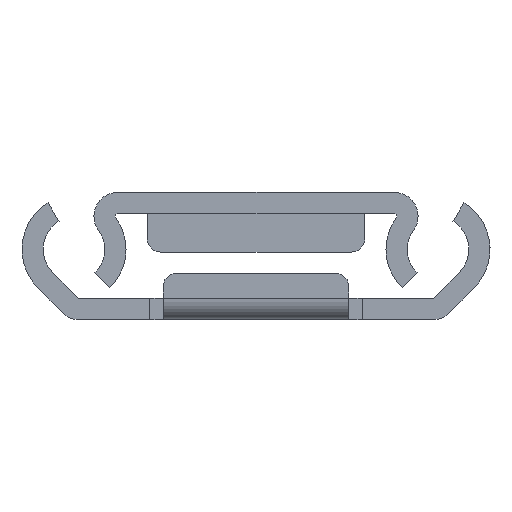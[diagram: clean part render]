
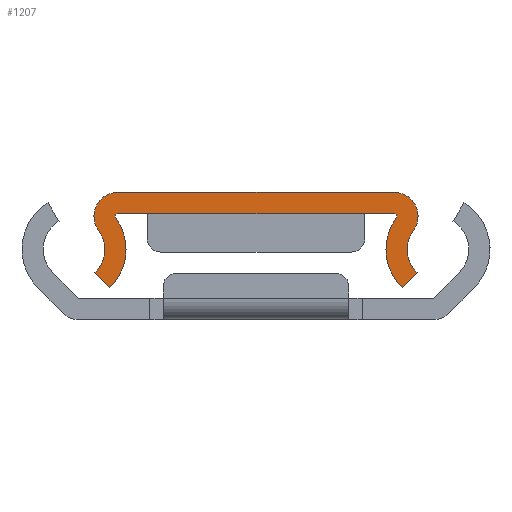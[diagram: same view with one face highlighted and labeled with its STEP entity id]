
A CAD part, left-side view. The second image highlights one B-rep face of the part: STEP entity #1207.
In plain terms, the highlighted planar face has unit normal (-1, 0, 0).
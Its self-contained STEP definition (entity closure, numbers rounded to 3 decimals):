
#11 = VECTOR ( 'NONE', #1679, 1000. ) ;
#46 = CARTESIAN_POINT ( 'NONE',  ( 0., -10.425, -1.8 ) ) ;
#108 = ORIENTED_EDGE ( 'NONE', *, *, #1785, .T. ) ;
#110 = VERTEX_POINT ( 'NONE', #2704 ) ;
#148 = EDGE_CURVE ( 'NONE', #3721, #1533, #1199, .T. ) ;
#200 = CARTESIAN_POINT ( 'NONE',  ( 0., -12.147, -6.04 ) ) ;
#282 = CARTESIAN_POINT ( 'NONE',  ( 0., 0., -1.6 ) ) ;
#427 = FACE_OUTER_BOUND ( 'NONE', #2628, .T. ) ;
#449 = CARTESIAN_POINT ( 'NONE',  ( 0., 10.586, -1.919 ) ) ;
#456 = DIRECTION ( 'NONE',  ( 1., 0., 0. ) ) ;
#552 = EDGE_CURVE ( 'NONE', #3199, #1605, #1560, .T. ) ;
#556 = ORIENTED_EDGE ( 'NONE', *, *, #1668, .F. ) ;
#613 = CARTESIAN_POINT ( 'NONE',  ( 0., -11.045, -7.2 ) ) ;
#623 = EDGE_CURVE ( 'NONE', #3199, #1176, #3626, .T. ) ;
#654 = DIRECTION ( 'NONE',  ( 0., 0., -1. ) ) ;
#712 = DIRECTION ( 'NONE',  ( -1., 0., 0. ) ) ;
#731 = EDGE_CURVE ( 'NONE', #1710, #1985, #2116, .T. ) ;
#750 = CARTESIAN_POINT ( 'NONE',  ( 0., -13.8, -4.3 ) ) ;
#819 = DIRECTION ( 'NONE',  ( -1., 0., 0. ) ) ;
#883 = DIRECTION ( 'NONE',  ( 0., 0., -1. ) ) ;
#891 = DIRECTION ( 'NONE',  ( 0., 0., -1. ) ) ;
#902 = EDGE_CURVE ( 'NONE', #2816, #1203, #1640, .T. ) ;
#977 = DIRECTION ( 'NONE',  ( 0., 0., -1. ) ) ;
#986 = LINE ( 'NONE', #1247, #3261 ) ;
#1004 = AXIS2_PLACEMENT_3D ( 'NONE', #3024, #2417, #1194 ) ;
#1039 = LINE ( 'NONE', #282, #2507 ) ;
#1052 = CARTESIAN_POINT ( 'NONE',  ( 0., -10.425, 0. ) ) ;
#1176 = VERTEX_POINT ( 'NONE', #2807 ) ;
#1194 = DIRECTION ( 'NONE',  ( 0., 0., -1. ) ) ;
#1199 = CIRCLE ( 'NONE', #3658, 2.4 ) ;
#1203 = VERTEX_POINT ( 'NONE', #2935 ) ;
#1207 = ADVANCED_FACE ( 'NONE', ( #427 ), #2003, .F. ) ;
#1241 = VERTEX_POINT ( 'NONE', #1626 ) ;
#1247 = CARTESIAN_POINT ( 'NONE',  ( 0., 12.147, -6.04 ) ) ;
#1255 = EDGE_CURVE ( 'NONE', #110, #1203, #1039, .T. ) ;
#1261 = ORIENTED_EDGE ( 'NONE', *, *, #2335, .F. ) ;
#1294 = CARTESIAN_POINT ( 'NONE',  ( 0., -10.586, -1.919 ) ) ;
#1306 = DIRECTION ( 'NONE',  ( 1., 0., 0. ) ) ;
#1317 = CARTESIAN_POINT ( 'NONE',  ( 0., -11.871, -2.871 ) ) ;
#1376 = ORIENTED_EDGE ( 'NONE', *, *, #3329, .F. ) ;
#1418 = EDGE_CURVE ( 'NONE', #1710, #110, #3539, .T. ) ;
#1533 = VERTEX_POINT ( 'NONE', #2851 ) ;
#1560 = CIRCLE ( 'NONE', #1004, 1.8 ) ;
#1578 = ORIENTED_EDGE ( 'NONE', *, *, #2341, .T. ) ;
#1605 = VERTEX_POINT ( 'NONE', #1052 ) ;
#1618 = CARTESIAN_POINT ( 'NONE',  ( 0., -13.8, -4.3 ) ) ;
#1626 = CARTESIAN_POINT ( 'NONE',  ( 0., 11.045, -7.2 ) ) ;
#1640 = CIRCLE ( 'NONE', #2318, 0.2 ) ;
#1667 = CARTESIAN_POINT ( 'NONE',  ( 0., 10.425, -1.8 ) ) ;
#1668 = EDGE_CURVE ( 'NONE', #3721, #2035, #1914, .T. ) ;
#1679 = DIRECTION ( 'NONE',  ( 0., 0.689, -0.725 ) ) ;
#1709 = AXIS2_PLACEMENT_3D ( 'NONE', #2775, #3259, #891 ) ;
#1710 = VERTEX_POINT ( 'NONE', #1294 ) ;
#1729 = AXIS2_PLACEMENT_3D ( 'NONE', #750, #712, #654 ) ;
#1768 = ORIENTED_EDGE ( 'NONE', *, *, #552, .T. ) ;
#1785 = EDGE_CURVE ( 'NONE', #1605, #2035, #3310, .T. ) ;
#1860 = DIRECTION ( 'NONE',  ( -1., 0., 0. ) ) ;
#1914 = CIRCLE ( 'NONE', #1709, 1.8 ) ;
#1972 = AXIS2_PLACEMENT_3D ( 'NONE', #46, #1860, #2593 ) ;
#1985 = VERTEX_POINT ( 'NONE', #613 ) ;
#2003 = PLANE ( 'NONE',  #2436 ) ;
#2035 = VERTEX_POINT ( 'NONE', #3230 ) ;
#2114 = ORIENTED_EDGE ( 'NONE', *, *, #1418, .F. ) ;
#2115 = CARTESIAN_POINT ( 'NONE',  ( 0., 0., 0. ) ) ;
#2116 = CIRCLE ( 'NONE', #1729, 4. ) ;
#2186 = AXIS2_PLACEMENT_3D ( 'NONE', #1618, #819, #3151 ) ;
#2226 = CARTESIAN_POINT ( 'NONE',  ( 0., 10.425, -1.8 ) ) ;
#2279 = CARTESIAN_POINT ( 'NONE',  ( 0., 11.871, -2.871 ) ) ;
#2318 = AXIS2_PLACEMENT_3D ( 'NONE', #1667, #456, #977 ) ;
#2335 = EDGE_CURVE ( 'NONE', #2816, #1241, #2546, .T. ) ;
#2341 = EDGE_CURVE ( 'NONE', #1533, #1241, #986, .T. ) ;
#2417 = DIRECTION ( 'NONE',  ( -1., 0., 0. ) ) ;
#2436 = AXIS2_PLACEMENT_3D ( 'NONE', #2226, #1306, #3693 ) ;
#2507 = VECTOR ( 'NONE', #3238, 1000. ) ;
#2546 = CIRCLE ( 'NONE', #3536, 4. ) ;
#2593 = DIRECTION ( 'NONE',  ( 0., 0., -1. ) ) ;
#2628 = EDGE_LOOP ( 'NONE', ( #3140, #2114, #3409, #1376, #3671, #1768, #108, #556, #3168, #1578, #1261, #3660 ) ) ;
#2657 = CARTESIAN_POINT ( 'NONE',  ( 0., 13.8, -4.3 ) ) ;
#2688 = DIRECTION ( 'NONE',  ( 0., 1., 0. ) ) ;
#2704 = CARTESIAN_POINT ( 'NONE',  ( 0., -10.425, -1.6 ) ) ;
#2761 = CARTESIAN_POINT ( 'NONE',  ( 0., 13.8, -4.3 ) ) ;
#2775 = CARTESIAN_POINT ( 'NONE',  ( 0., 10.425, -1.8 ) ) ;
#2807 = CARTESIAN_POINT ( 'NONE',  ( 0., -12.147, -6.04 ) ) ;
#2816 = VERTEX_POINT ( 'NONE', #449 ) ;
#2851 = CARTESIAN_POINT ( 'NONE',  ( 0., 12.147, -6.04 ) ) ;
#2935 = CARTESIAN_POINT ( 'NONE',  ( 0., 10.425, -1.6 ) ) ;
#3024 = CARTESIAN_POINT ( 'NONE',  ( 0., -10.425, -1.8 ) ) ;
#3026 = DIRECTION ( 'NONE',  ( 1., 0., 0. ) ) ;
#3044 = LINE ( 'NONE', #200, #11 ) ;
#3093 = DIRECTION ( 'NONE',  ( 0., -0.689, -0.725 ) ) ;
#3119 = VECTOR ( 'NONE', #2688, 1000. ) ;
#3140 = ORIENTED_EDGE ( 'NONE', *, *, #1255, .F. ) ;
#3151 = DIRECTION ( 'NONE',  ( 0., 0., -1. ) ) ;
#3168 = ORIENTED_EDGE ( 'NONE', *, *, #148, .T. ) ;
#3199 = VERTEX_POINT ( 'NONE', #1317 ) ;
#3230 = CARTESIAN_POINT ( 'NONE',  ( 0., 10.425, 0. ) ) ;
#3238 = DIRECTION ( 'NONE',  ( 0., 1., 0. ) ) ;
#3241 = DIRECTION ( 'NONE',  ( 1., 0., 0. ) ) ;
#3259 = DIRECTION ( 'NONE',  ( 1., 0., 0. ) ) ;
#3261 = VECTOR ( 'NONE', #3093, 1000. ) ;
#3310 = LINE ( 'NONE', #2115, #3119 ) ;
#3329 = EDGE_CURVE ( 'NONE', #1176, #1985, #3044, .T. ) ;
#3409 = ORIENTED_EDGE ( 'NONE', *, *, #731, .T. ) ;
#3536 = AXIS2_PLACEMENT_3D ( 'NONE', #2761, #3026, #3643 ) ;
#3539 = CIRCLE ( 'NONE', #1972, 0.2 ) ;
#3626 = CIRCLE ( 'NONE', #2186, 2.4 ) ;
#3643 = DIRECTION ( 'NONE',  ( 0., 0., -1. ) ) ;
#3658 = AXIS2_PLACEMENT_3D ( 'NONE', #2657, #3241, #883 ) ;
#3660 = ORIENTED_EDGE ( 'NONE', *, *, #902, .T. ) ;
#3671 = ORIENTED_EDGE ( 'NONE', *, *, #623, .F. ) ;
#3693 = DIRECTION ( 'NONE',  ( 0., 0., -1. ) ) ;
#3721 = VERTEX_POINT ( 'NONE', #2279 ) ;
